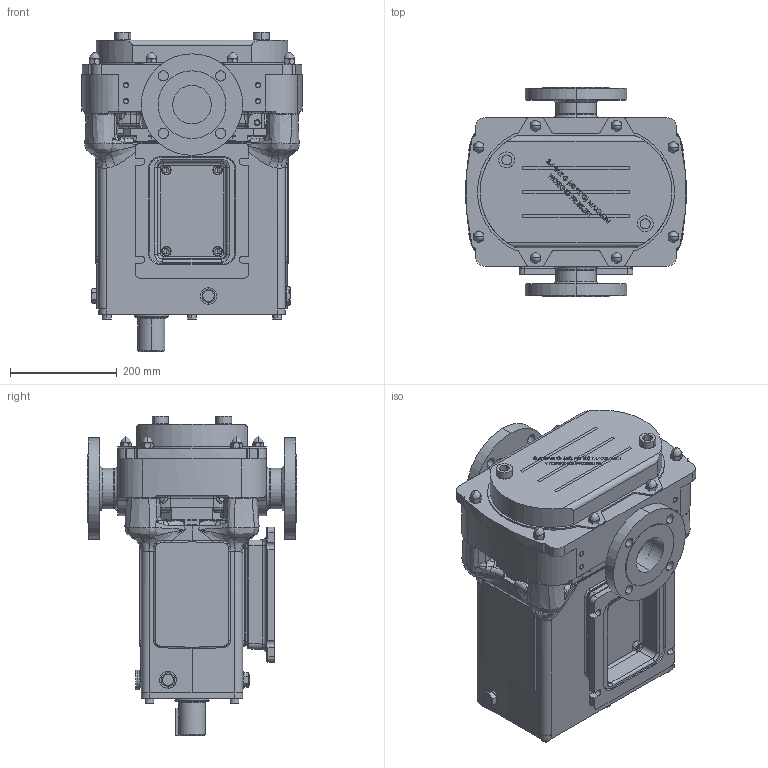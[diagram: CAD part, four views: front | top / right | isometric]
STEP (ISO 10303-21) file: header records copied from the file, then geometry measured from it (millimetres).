
FILE_DESCRIPTION (( 'STEP AP214' ), '1' );
FILE_NAME ('GA4090.STEP', '2024-11-06T21:08:52', ( '' ), ( '' ), 'SwSTEP 2.0', 'SolidWorks 2023', '' );
FILE_SCHEMA (( 'AUTOMOTIVE_DESIGN' ));
Length unit declared in the file: millimetre
Products named in the file (4): Copy of Z94-5301-55 - 3 INCH ASA 150^GA4090; Copy of Frame 5 Bolt on Jacket^GA4090; GA4090; Copy of R1800 CPP V LHD^GA4090
Assembly tree (4 placements, depth 2):
  GA4090
    Copy of R1800 CPP V LHD^GA4090
    Copy of Z94-5301-55 - 3 INCH ASA 150^GA4090  x2
    Copy of Frame 5 Bolt on Jacket^GA4090
Bounding box: 414 x 393 x 600 mm (x, y, z)
Volume: 41404520.2 mm3; surface area: 1558480.5 mm2
Topology: 5 solids, 5 shells, 2417 faces, 6095 edges, 3735 vertices
Faces by surface type: plane 979, bspline 548, cylinder 472, cone 245, torus 120, sphere 53
Entity records: 98135 total; most frequent: CARTESIAN_POINT 44937, ORIENTED_EDGE 11890, DIRECTION 9873, EDGE_CURVE 5945, VERTEX_POINT 3701, AXIS2_PLACEMENT_3D 3537, LINE 2799, VECTOR 2799
